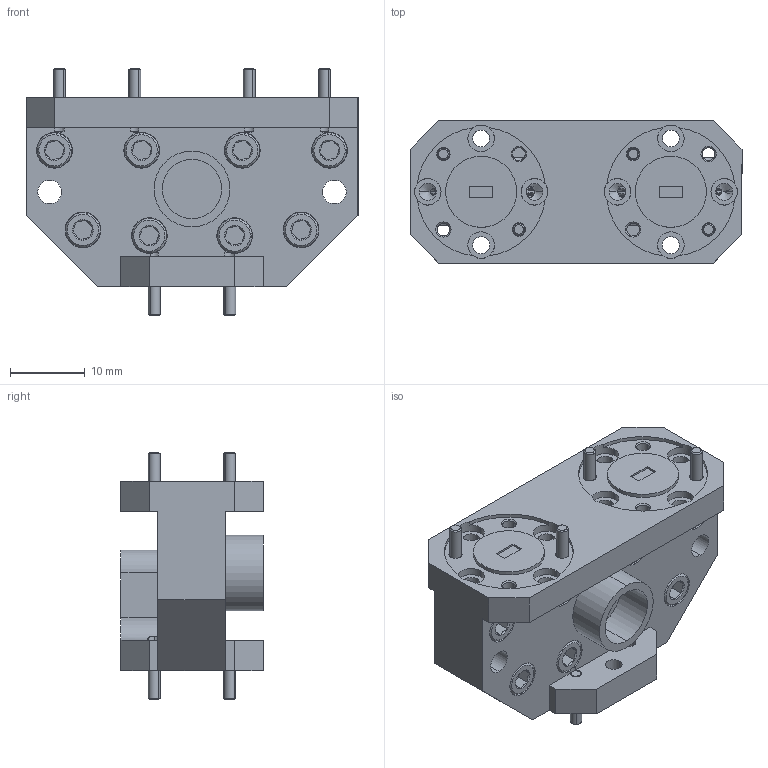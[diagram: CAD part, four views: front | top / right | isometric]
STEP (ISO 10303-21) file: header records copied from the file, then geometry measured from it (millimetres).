
FILE_DESCRIPTION (( 'STEP AP203' ), '1' );
FILE_NAME ('SWP-60390302-12-E1.STEP', '2019-10-15T18:19:02', ( '' ), ( '' ), 'SwSTEP 2.0', 'SolidWorks 2016', '' );
FILE_SCHEMA (( 'CONFIG_CONTROL_DESIGN' ));
Length unit declared in the file: inch
Products named in the file (1): SWP-60390302-12-E1
Bounding box: 44.45 x 19.06 x 33.15 mm (x, y, z)
Volume: 11438.4 mm3; surface area: 7593.5 mm2
Topology: 9 solids, 13 shells, 931 faces, 2441 edges, 1549 vertices
Faces by surface type: cylinder 527, cone 194, plane 193, bspline 17
Entity records: 37693 total; most frequent: CARTESIAN_POINT 16512, ORIENTED_EDGE 4850, DIRECTION 4091, EDGE_CURVE 2425, AXIS2_PLACEMENT_3D 1579, VERTEX_POINT 1549, EDGE_LOOP 1026, LINE 933
